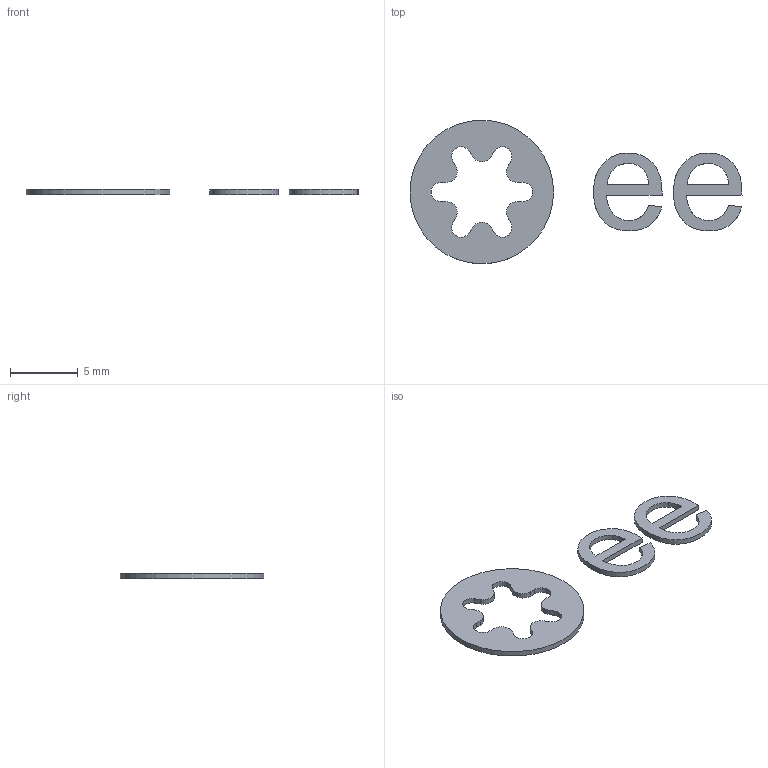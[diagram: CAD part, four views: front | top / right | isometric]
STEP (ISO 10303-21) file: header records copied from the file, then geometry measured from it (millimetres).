
FILE_DESCRIPTION(('Open CASCADE Model'),'2;1');
FILE_NAME('Open CASCADE Shape Model','2025-06-07T20:55:39',('Author'),( 'Open CASCADE'),'Open CASCADE STEP processor 7.8','build123d', 'Unknown');
FILE_SCHEMA(('AUTOMOTIVE_DESIGN { 1 0 10303 214 1 1 1 1 }'));
Length unit declared in the file: millimetre
Products named in the file (1): COMPOUND
Bounding box: 24.5 x 10.6 x 0.4 mm (x, y, z)
Volume: 35.8 mm3; surface area: 231 mm2
Topology: 3 solids, 3 shells, 57 faces, 153 edges, 102 vertices
Faces by surface type: cylinder 25, plane 24, extrusion 8
Full cylindrical faces by diameter (mm): 10.6 x1
Entity records: 3986 total; most frequent: CARTESIAN_POINT 901, DIRECTION 573, VECTOR 335, LINE 327, ORIENTED_EDGE 306, PCURVE 306, DEFINITIONAL_REPRESENTATION 306, EDGE_CURVE 153
